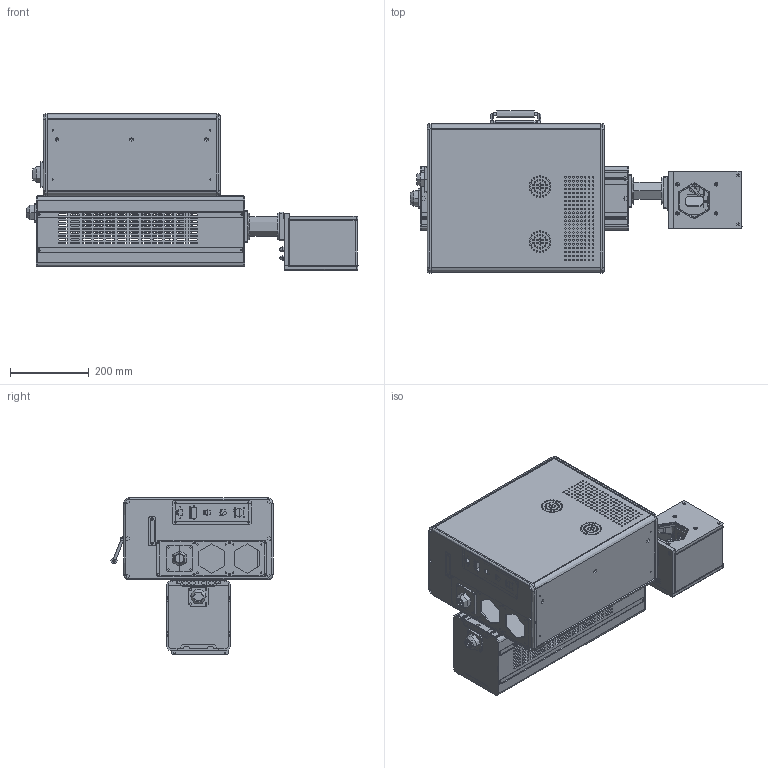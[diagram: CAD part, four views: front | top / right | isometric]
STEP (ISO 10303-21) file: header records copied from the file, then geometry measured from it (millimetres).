
FILE_DESCRIPTION (( 'STEP AP203' ), '1' );
FILE_NAME ('萇埭眊+湮哏30W.STEP', '2026-01-20T05:40:28', ( '' ), ( '' ), 'SwSTEP 2.0', 'SolidWorks 2020', '' );
FILE_SCHEMA (( 'CONFIG_CONTROL_DESIGN' ));
Products named in the file (4): 相干大威30W风冷（型材，530mm长）; RC8220W俋夤謫尷芞; 萇埭眊+湮哏30W; MHX-01-001萇埭眊
Assembly tree (3 placements, depth 2):
  萇埭眊+湮哏30W
    MHX-01-001萇埭眊
    相干大威30W风冷（型材，530mm长）
    RC8220W俋夤謫尷芞
Bounding box: 844.5 x 412.51 x 397.74 mm (x, y, z)
Volume: 1289393.7 mm3
Topology: 29 solids, 275 shells, 4413 faces, 14932 edges, 10763 vertices
Faces by surface type: cylinder 2151, plane 1735, cone 320, bspline 207
Entity records: 208397 total; most frequent: CARTESIAN_POINT 78544, DIRECTION 25960, ORIENTED_EDGE 24851, EDGE_CURVE 14790, VERTEX_POINT 10754, AXIS2_PLACEMENT_3D 8879, LINE 8202, VECTOR 8202
